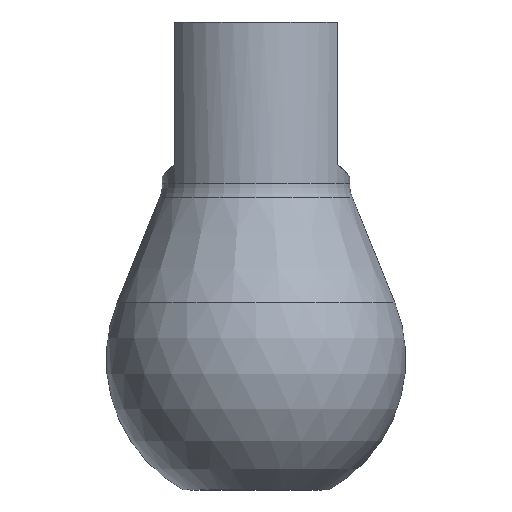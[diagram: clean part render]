
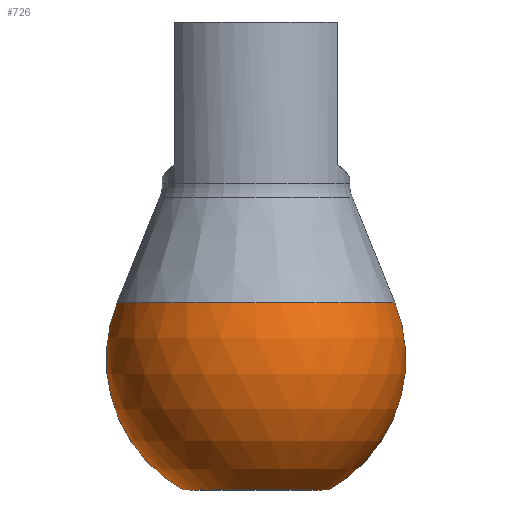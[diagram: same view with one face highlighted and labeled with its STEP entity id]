
A CAD part, left-side view. The second image highlights one B-rep face of the part: STEP entity #726.
In plain terms, the highlighted spherical face has radius 5.08 mm.
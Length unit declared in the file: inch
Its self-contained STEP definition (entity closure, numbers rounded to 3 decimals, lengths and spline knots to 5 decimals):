
#33=CARTESIAN_POINT('',(0.,0.,-0.45));
#34=DIRECTION('',(1.,0.,0.));
#35=DIRECTION('',(0.,0.484,-0.875));
#36=AXIS2_PLACEMENT_3D('',#33,#34,#35);
#49=CARTESIAN_POINT('',(0.,0.,-0.45));
#50=DIRECTION('',(-1.,0.,0.));
#51=DIRECTION('',(0.,-0.484,-0.875));
#52=AXIS2_PLACEMENT_3D('',#49,#50,#51);
#57=CARTESIAN_POINT('',(0.,0.,-0.625));
#58=DIRECTION('',(0.,0.,1.));
#59=DIRECTION('',(0.,1.,0.));
#60=AXIS2_PLACEMENT_3D('',#57,#58,#59);
#65=CARTESIAN_POINT('',(0.,0.,-0.37508));
#66=DIRECTION('',(0.,0.,1.));
#67=DIRECTION('',(0.,1.,0.));
#68=AXIS2_PLACEMENT_3D('',#65,#66,#67);
#589=CARTESIAN_POINT('',(0.,0.09682,-0.625));
#590=CARTESIAN_POINT('',(0.,0.18544,-0.37508));
#591=VERTEX_POINT('',#589);
#592=VERTEX_POINT('',#590);
#597=CARTESIAN_POINT('',(0.,-0.09682,-0.625));
#598=CARTESIAN_POINT('',(0.,-0.18544,-0.37508));
#599=VERTEX_POINT('',#597);
#600=VERTEX_POINT('',#598);
#714=CARTESIAN_POINT('',(0.,0.,-0.45));
#715=DIRECTION('',(0.,0.,1.));
#716=DIRECTION('',(0.,1.,0.));
#717=AXIS2_PLACEMENT_3D('',#714,#715,#716);
#718=SPHERICAL_SURFACE('',#717,0.2);
#719=ORIENTED_EDGE('',*,*,#704,.T.);
#721=ORIENTED_EDGE('',*,*,#720,.T.);
#722=ORIENTED_EDGE('',*,*,#707,.F.);
#723=ORIENTED_EDGE('',*,*,#688,.F.);
#724=EDGE_LOOP('',(#719,#721,#722,#723));
#725=FACE_OUTER_BOUND('',#724,.F.);
#37=CIRCLE('',#36,0.2);
#53=CIRCLE('',#52,0.2);
#61=CIRCLE('',#60,0.09682);
#69=CIRCLE('',#68,0.18544);
#688=EDGE_CURVE('',#591,#599,#61,.T.);
#704=EDGE_CURVE('',#591,#592,#37,.T.);
#707=EDGE_CURVE('',#599,#600,#53,.T.);
#720=EDGE_CURVE('',#592,#600,#69,.T.);
#726=ADVANCED_FACE('',(#725),#718,.T.);
